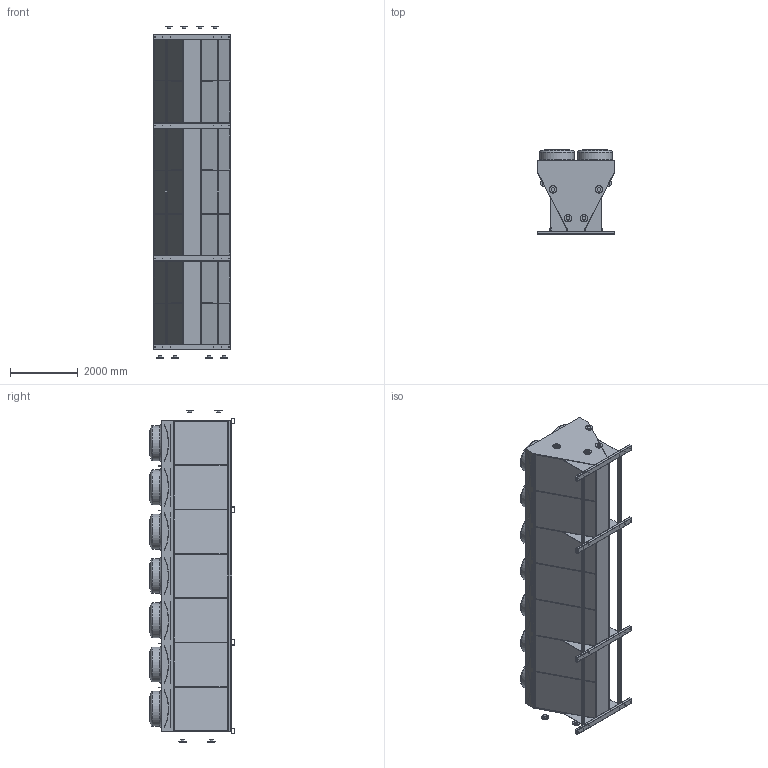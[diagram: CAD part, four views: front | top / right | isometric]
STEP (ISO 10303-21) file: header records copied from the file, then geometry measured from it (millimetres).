
FILE_DESCRIPTION (( 'STEP AP203' ), '1' );
FILE_NAME ('VDD_7MOD_4IN4OUT_OS.STEP', '2018-10-08T14:03:35', ( 'Alfa Laval' ), ( 'Alfa Laval' ), 'SwSTEP 2.0', 'SolidWorks 2016', '' );
FILE_SCHEMA (( 'CONFIG_CONTROL_DESIGN' ));
Length unit declared in the file: millimetre
Products named in the file (3): VDD_7MOD_4IN4OUT_OS; V-TYPE2_LIGHT_BODY_7MOD-OS; V-TYPE2_LIGHT_VDD_FLANGE_CONN_OS_4IN_4OUT_7MOD
Assembly tree (2 placements, depth 2):
  VDD_7MOD_4IN4OUT_OS
    V-TYPE2_LIGHT_BODY_7MOD-OS
    V-TYPE2_LIGHT_VDD_FLANGE_CONN_OS_4IN_4OUT_7MOD
Bounding box: 2280.43 x 2494.62 x 9820 mm (x, y, z)
Volume: 32871330614.2 mm3; surface area: 114254969.9 mm2
Topology: 21 solids, 21 shells, 1586 faces, 3726 edges, 2344 vertices
Faces by surface type: cylinder 700, plane 534, torus 226, sphere 112, cone 14
Full cylindrical faces by diameter (mm): 1 x56, 20 x48, 40 x8, 100 x14, 108 x16, 220 x8, 1032 x14
Entity records: 44327 total; most frequent: DIRECTION 8522, CARTESIAN_POINT 7229, ORIENTED_EDGE 6700, AXIS2_PLACEMENT_3D 3581, EDGE_CURVE 3350, VERTEX_POINT 2288, EDGE_LOOP 2220, CIRCLE 1990
